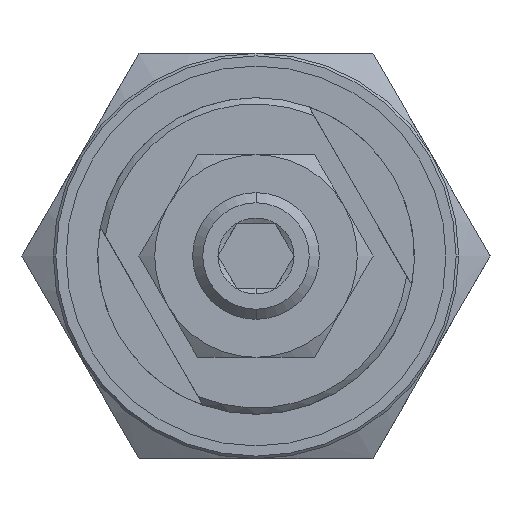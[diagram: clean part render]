
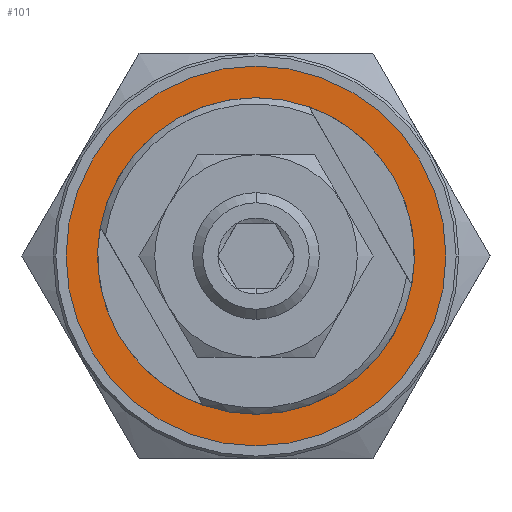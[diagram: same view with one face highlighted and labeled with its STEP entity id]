
A CAD part, left-side view. The second image highlights one B-rep face of the part: STEP entity #101.
In plain terms, the highlighted planar face has unit normal (-1, 0, 0).
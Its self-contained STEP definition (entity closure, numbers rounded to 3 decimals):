
#101 = ADVANCED_FACE ( 'NONE', ( #2968, #2823 ), #4431, .T. ) ;
#148 = EDGE_CURVE ( 'NONE', #3446, #764, #5876, .T. ) ;
#263 = DIRECTION ( 'NONE',  ( -1., 0., 0. ) ) ;
#370 = CARTESIAN_POINT ( 'NONE',  ( 0., -64.168, 0. ) ) ;
#542 = AXIS2_PLACEMENT_3D ( 'NONE', #4696, #1076, #4247 ) ;
#612 = ORIENTED_EDGE ( 'NONE', *, *, #3577, .F. ) ;
#664 = CARTESIAN_POINT ( 'NONE',  ( 0., -10.825, 6.25 ) ) ;
#711 = DIRECTION ( 'NONE',  ( -1., 0., 0. ) ) ;
#764 = VERTEX_POINT ( 'NONE', #1155 ) ;
#1076 = DIRECTION ( 'NONE',  ( 1., 0., 0. ) ) ;
#1119 = EDGE_LOOP ( 'NONE', ( #2609, #5818 ) ) ;
#1155 = CARTESIAN_POINT ( 'NONE',  ( 0., 0., -15. ) ) ;
#1199 = VERTEX_POINT ( 'NONE', #4783 ) ;
#1429 = VERTEX_POINT ( 'NONE', #664 ) ;
#1431 = CIRCLE ( 'NONE', #2224, 12.5 ) ;
#1628 = AXIS2_PLACEMENT_3D ( 'NONE', #3427, #711, #3897 ) ;
#2079 = ORIENTED_EDGE ( 'NONE', *, *, #3611, .F. ) ;
#2224 = AXIS2_PLACEMENT_3D ( 'NONE', #3013, #263, #3448 ) ;
#2244 = DIRECTION ( 'NONE',  ( 1., 0., 0. ) ) ;
#2609 = ORIENTED_EDGE ( 'NONE', *, *, #148, .F. ) ;
#2768 = CIRCLE ( 'NONE', #1628, 12.5 ) ;
#2823 = FACE_OUTER_BOUND ( 'NONE', #1119, .T. ) ;
#2968 = FACE_BOUND ( 'NONE', #5653, .T. ) ;
#3013 = CARTESIAN_POINT ( 'NONE',  ( 0., 0., 0. ) ) ;
#3427 = CARTESIAN_POINT ( 'NONE',  ( 0., 0., 0. ) ) ;
#3446 = VERTEX_POINT ( 'NONE', #3786 ) ;
#3448 = DIRECTION ( 'NONE',  ( 0., 0., 1. ) ) ;
#3577 = EDGE_CURVE ( 'NONE', #1429, #1199, #2768, .T. ) ;
#3611 = EDGE_CURVE ( 'NONE', #1199, #1429, #1431, .T. ) ;
#3620 = AXIS2_PLACEMENT_3D ( 'NONE', #4937, #2244, #5399 ) ;
#3786 = CARTESIAN_POINT ( 'NONE',  ( 0., 0., 15. ) ) ;
#3897 = DIRECTION ( 'NONE',  ( 0., 0., 1. ) ) ;
#4247 = DIRECTION ( 'NONE',  ( 0., 0., 1. ) ) ;
#4431 = PLANE ( 'NONE',  #4623 ) ;
#4463 = DIRECTION ( 'NONE',  ( 0., 0., 1. ) ) ;
#4623 = AXIS2_PLACEMENT_3D ( 'NONE', #370, #5829, #4463 ) ;
#4696 = CARTESIAN_POINT ( 'NONE',  ( 0., 0., 0. ) ) ;
#4783 = CARTESIAN_POINT ( 'NONE',  ( 0., 10.825, -6.25 ) ) ;
#4937 = CARTESIAN_POINT ( 'NONE',  ( 0., 0., 0. ) ) ;
#5399 = DIRECTION ( 'NONE',  ( 0., 0., 1. ) ) ;
#5615 = CIRCLE ( 'NONE', #3620, 15. ) ;
#5653 = EDGE_LOOP ( 'NONE', ( #612, #2079 ) ) ;
#5793 = EDGE_CURVE ( 'NONE', #764, #3446, #5615, .T. ) ;
#5818 = ORIENTED_EDGE ( 'NONE', *, *, #5793, .F. ) ;
#5829 = DIRECTION ( 'NONE',  ( -1., 0., 0. ) ) ;
#5876 = CIRCLE ( 'NONE', #542, 15. ) ;
